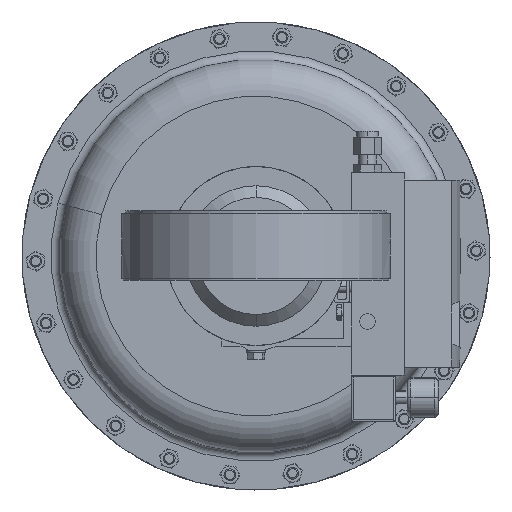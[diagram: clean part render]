
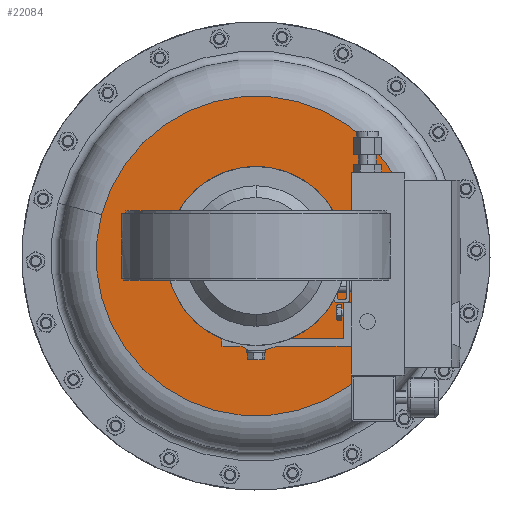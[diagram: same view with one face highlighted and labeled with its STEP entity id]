
A CAD part, front view. The second image highlights one B-rep face of the part: STEP entity #22084.
In plain terms, the highlighted planar face has unit normal (0, -1, 0).
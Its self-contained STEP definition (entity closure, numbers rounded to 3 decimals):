
#792 = DIRECTION ( 'NONE',  ( 0., 1., 0. ) ) ;
#839 = ORIENTED_EDGE ( 'NONE', *, *, #23112, .T. ) ;
#1370 = CIRCLE ( 'NONE', #7314, 5.125 ) ;
#1383 = DIRECTION ( 'NONE',  ( 0.966, 0., -0.259 ) ) ;
#3065 = DIRECTION ( 'NONE',  ( 0.966, 0., -0.259 ) ) ;
#4587 = AXIS2_PLACEMENT_3D ( 'NONE', #13563, #36675, #16879 ) ;
#7314 = AXIS2_PLACEMENT_3D ( 'NONE', #41013, #21196, #1383 ) ;
#8943 = EDGE_LOOP ( 'NONE', ( #23921, #839 ) ) ;
#9906 = PLANE ( 'NONE',  #18979 ) ;
#12376 = CARTESIAN_POINT ( 'NONE',  ( -1.679, 15.56, -1.679 ) ) ;
#12864 = CIRCLE ( 'NONE', #40282, 5.125 ) ;
#13048 = CARTESIAN_POINT ( 'NONE',  ( 4.95, 15.56, -1.326 ) ) ;
#13563 = CARTESIAN_POINT ( 'NONE',  ( 0., 15.56, 0. ) ) ;
#13854 = VERTEX_POINT ( 'NONE', #30854 ) ;
#16023 = EDGE_CURVE ( 'NONE', #38437, #31731, #1370, .T. ) ;
#16699 = DIRECTION ( 'NONE',  ( 0., -1., 0. ) ) ;
#16879 = DIRECTION ( 'NONE',  ( 0.707, 0., 0.707 ) ) ;
#18540 = AXIS2_PLACEMENT_3D ( 'NONE', #20613, #792, #23948 ) ;
#18979 = AXIS2_PLACEMENT_3D ( 'NONE', #26535, #16699, #39819 ) ;
#19204 = FACE_BOUND ( 'NONE', #8943, .T. ) ;
#20506 = CARTESIAN_POINT ( 'NONE',  ( -4.95, 15.56, 1.326 ) ) ;
#20613 = CARTESIAN_POINT ( 'NONE',  ( 0., 15.56, 0. ) ) ;
#21196 = DIRECTION ( 'NONE',  ( 0., 1., 0. ) ) ;
#22084 = ADVANCED_FACE ( 'NONE', ( #35780, #19204 ), #9906, .T. ) ;
#22882 = DIRECTION ( 'NONE',  ( 0., 1., 0. ) ) ;
#23112 = EDGE_CURVE ( 'NONE', #13854, #26803, #35194, .T. ) ;
#23921 = ORIENTED_EDGE ( 'NONE', *, *, #40248, .T. ) ;
#23948 = DIRECTION ( 'NONE',  ( 0.707, 0., 0.707 ) ) ;
#26535 = CARTESIAN_POINT ( 'NONE',  ( -1.326, 15.56, -4.95 ) ) ;
#26803 = VERTEX_POINT ( 'NONE', #12376 ) ;
#29722 = ORIENTED_EDGE ( 'NONE', *, *, #29881, .F. ) ;
#29881 = EDGE_CURVE ( 'NONE', #31731, #38437, #12864, .T. ) ;
#30854 = CARTESIAN_POINT ( 'NONE',  ( 1.679, 15.56, 1.679 ) ) ;
#31731 = VERTEX_POINT ( 'NONE', #20506 ) ;
#34296 = ORIENTED_EDGE ( 'NONE', *, *, #16023, .F. ) ;
#34424 = EDGE_LOOP ( 'NONE', ( #34296, #29722 ) ) ;
#35163 = CIRCLE ( 'NONE', #18540, 2.375 ) ;
#35194 = CIRCLE ( 'NONE', #4587, 2.375 ) ;
#35780 = FACE_OUTER_BOUND ( 'NONE', #34424, .T. ) ;
#36675 = DIRECTION ( 'NONE',  ( 0., 1., 0. ) ) ;
#38437 = VERTEX_POINT ( 'NONE', #13048 ) ;
#39819 = DIRECTION ( 'NONE',  ( -0.966, 0., 0.259 ) ) ;
#40248 = EDGE_CURVE ( 'NONE', #26803, #13854, #35163, .T. ) ;
#40282 = AXIS2_PLACEMENT_3D ( 'NONE', #42672, #22882, #3065 ) ;
#41013 = CARTESIAN_POINT ( 'NONE',  ( 0., 15.56, 0. ) ) ;
#42672 = CARTESIAN_POINT ( 'NONE',  ( 0., 15.56, 0. ) ) ;
